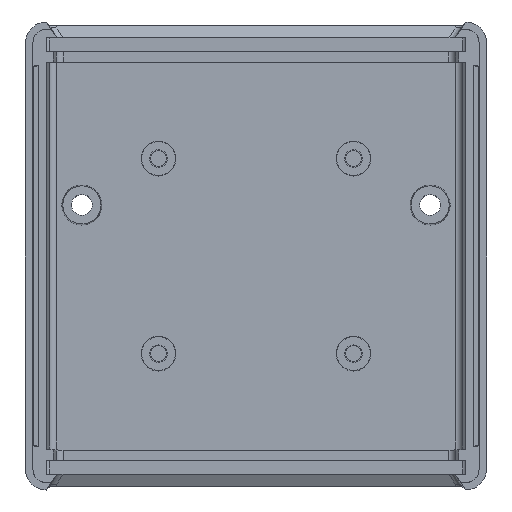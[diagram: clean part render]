
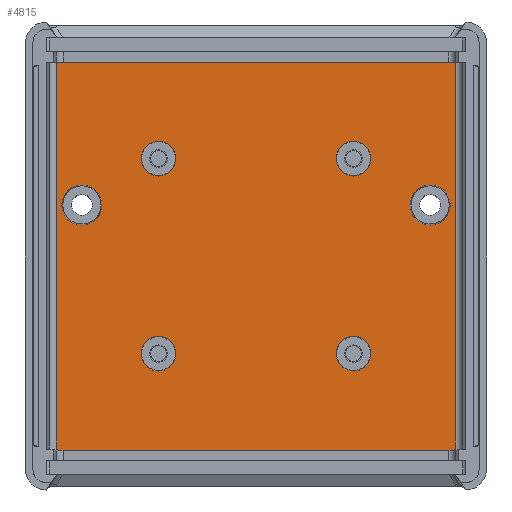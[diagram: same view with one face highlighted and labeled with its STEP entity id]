
A CAD part, top view. The second image highlights one B-rep face of the part: STEP entity #4815.
In plain terms, the highlighted planar face has unit normal (0, 0, 1).
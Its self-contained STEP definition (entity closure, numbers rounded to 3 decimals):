
#2286=CARTESIAN_POINT('',(20.619,-3.672,2.5));
#2287=VERTEX_POINT('',#2286);
#2288=CARTESIAN_POINT('',(18.119,-3.672,2.5));
#2289=DIRECTION('',(0.0,0.0,-1.0));
#2290=DIRECTION('',(-1.0,0.0,0.0));
#2291=AXIS2_PLACEMENT_3D('',#2288,#2289,#2290);
#2292=CIRCLE('',#2291,2.5);
#2293=EDGE_CURVE('',#2287,#2287,#2292,.T.);
#2326=CARTESIAN_POINT('',(-7.381,24.328,2.5));
#2327=VERTEX_POINT('',#2326);
#2328=CARTESIAN_POINT('',(-9.881,24.328,2.5));
#2329=DIRECTION('',(0.0,0.0,-1.0));
#2330=DIRECTION('',(-1.0,0.0,0.0));
#2331=AXIS2_PLACEMENT_3D('',#2328,#2329,#2330);
#2332=CIRCLE('',#2331,2.5);
#2333=EDGE_CURVE('',#2327,#2327,#2332,.T.);
#2366=CARTESIAN_POINT('',(20.619,24.328,2.5));
#2367=VERTEX_POINT('',#2366);
#2368=CARTESIAN_POINT('',(18.119,24.328,2.5));
#2369=DIRECTION('',(0.0,0.0,-1.0));
#2370=DIRECTION('',(-1.0,0.0,0.0));
#2371=AXIS2_PLACEMENT_3D('',#2368,#2369,#2370);
#2372=CIRCLE('',#2371,2.5);
#2373=EDGE_CURVE('',#2367,#2367,#2372,.T.);
#2406=CARTESIAN_POINT('',(-7.381,-3.672,2.5));
#2407=VERTEX_POINT('',#2406);
#2408=CARTESIAN_POINT('',(-9.881,-3.672,2.5));
#2409=DIRECTION('',(0.0,0.0,-1.0));
#2410=DIRECTION('',(-1.0,0.0,0.0));
#2411=AXIS2_PLACEMENT_3D('',#2408,#2409,#2410);
#2412=CIRCLE('',#2411,2.5);
#2413=EDGE_CURVE('',#2407,#2407,#2412,.T.);
#4111=CARTESIAN_POINT('',(-18.006,17.659,2.5));
#4112=VERTEX_POINT('',#4111);
#4113=CARTESIAN_POINT('',(-20.881,17.659,2.5));
#4114=DIRECTION('',(0.0,0.0,-1.0));
#4115=DIRECTION('',(-1.0,0.0,0.0));
#4116=AXIS2_PLACEMENT_3D('',#4113,#4114,#4115);
#4117=CIRCLE('',#4116,2.875);
#4118=EDGE_CURVE('',#4112,#4112,#4117,.T.);
#4151=CARTESIAN_POINT('',(31.994,17.659,2.5));
#4152=VERTEX_POINT('',#4151);
#4153=CARTESIAN_POINT('',(29.119,17.659,2.5));
#4154=DIRECTION('',(0.0,0.0,-1.0));
#4155=DIRECTION('',(-1.0,0.0,0.0));
#4156=AXIS2_PLACEMENT_3D('',#4153,#4154,#4155);
#4157=CIRCLE('',#4156,2.875);
#4158=EDGE_CURVE('',#4152,#4152,#4157,.T.);
#4680=CARTESIAN_POINT('',(32.77,38.159,2.5));
#4681=VERTEX_POINT('',#4680);
#4691=CARTESIAN_POINT('',(32.77,-17.503,2.5));
#4692=VERTEX_POINT('',#4691);
#4693=CARTESIAN_POINT('',(32.77,38.159,2.5));
#4694=DIRECTION('',(0.0,-1.0,0.0));
#4695=VECTOR('',#4694,55.662);
#4696=LINE('',#4693,#4695);
#4697=EDGE_CURVE('',#4681,#4692,#4696,.T.);
#4723=CARTESIAN_POINT('',(-24.533,-17.503,2.5));
#4724=VERTEX_POINT('',#4723);
#4725=CARTESIAN_POINT('',(-24.533,-17.503,2.5));
#4726=DIRECTION('',(1.0,0.0,0.0));
#4727=VECTOR('',#4726,57.304);
#4728=LINE('',#4725,#4727);
#4729=EDGE_CURVE('',#4724,#4692,#4728,.T.);
#4774=CARTESIAN_POINT('',(4.119,10.328,2.5));
#4775=DIRECTION('',(0.0,0.0,1.0));
#4776=DIRECTION('',(1.0,0.0,0.0));
#4777=AXIS2_PLACEMENT_3D('',#4774,#4775,#4776);
#4778=PLANE('',#4777);
#4779=ORIENTED_EDGE('',*,*,#4697,.F.);
#4780=CARTESIAN_POINT('',(-24.533,38.159,2.5));
#4781=VERTEX_POINT('',#4780);
#4782=CARTESIAN_POINT('',(32.77,38.159,2.5));
#4783=DIRECTION('',(-1.0,0.0,0.0));
#4784=VECTOR('',#4783,57.304);
#4785=LINE('',#4782,#4784);
#4786=EDGE_CURVE('',#4681,#4781,#4785,.T.);
#4787=ORIENTED_EDGE('',*,*,#4786,.T.);
#4788=CARTESIAN_POINT('',(-24.533,-17.503,2.5));
#4789=DIRECTION('',(0.0,1.0,0.0));
#4790=VECTOR('',#4789,55.662);
#4791=LINE('',#4788,#4790);
#4792=EDGE_CURVE('',#4724,#4781,#4791,.T.);
#4793=ORIENTED_EDGE('',*,*,#4792,.F.);
#4794=ORIENTED_EDGE('',*,*,#4729,.T.);
#4795=EDGE_LOOP('',(#4779,#4787,#4793,#4794));
#4796=FACE_OUTER_BOUND('',#4795,.T.);
#4797=ORIENTED_EDGE('',*,*,#2293,.T.);
#4798=EDGE_LOOP('',(#4797));
#4799=FACE_BOUND('',#4798,.T.);
#4800=ORIENTED_EDGE('',*,*,#2333,.T.);
#4801=EDGE_LOOP('',(#4800));
#4802=FACE_BOUND('',#4801,.T.);
#4803=ORIENTED_EDGE('',*,*,#2373,.T.);
#4804=EDGE_LOOP('',(#4803));
#4805=FACE_BOUND('',#4804,.T.);
#4806=ORIENTED_EDGE('',*,*,#2413,.T.);
#4807=EDGE_LOOP('',(#4806));
#4808=FACE_BOUND('',#4807,.T.);
#4809=ORIENTED_EDGE('',*,*,#4118,.T.);
#4810=EDGE_LOOP('',(#4809));
#4811=FACE_BOUND('',#4810,.T.);
#4812=ORIENTED_EDGE('',*,*,#4158,.T.);
#4813=EDGE_LOOP('',(#4812));
#4814=FACE_BOUND('',#4813,.T.);
#4815=ADVANCED_FACE('',(#4796,#4799,#4802,#4805,#4808,#4811,#4814),#4778,.T.);
